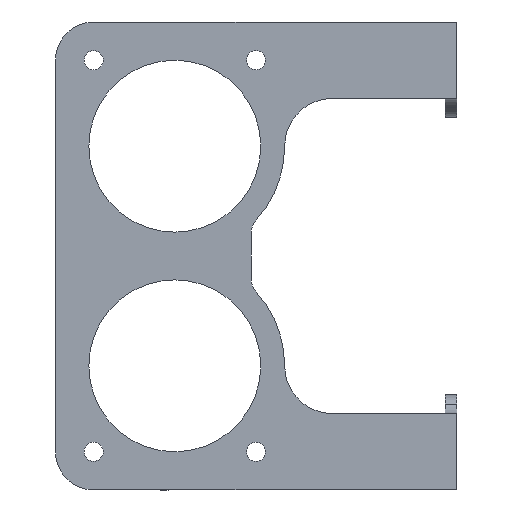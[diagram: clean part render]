
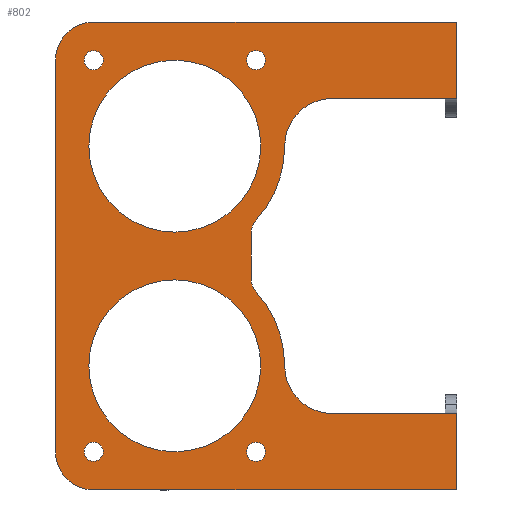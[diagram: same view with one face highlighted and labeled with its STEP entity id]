
A CAD part, left-side view. The second image highlights one B-rep face of the part: STEP entity #802.
In plain terms, the highlighted planar face has unit normal (-1, 0, 0).
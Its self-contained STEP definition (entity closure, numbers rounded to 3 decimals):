
#47=FACE_BOUND('',#183,.T.);
#48=FACE_BOUND('',#184,.T.);
#49=FACE_BOUND('',#185,.T.);
#50=FACE_BOUND('',#186,.T.);
#51=FACE_BOUND('',#187,.T.);
#52=FACE_BOUND('',#188,.T.);
#79=CIRCLE('',#881,5.);
#80=CIRCLE('',#882,11.5);
#81=CIRCLE('',#883,2.);
#82=CIRCLE('',#884,2.);
#83=CIRCLE('',#885,11.5);
#84=CIRCLE('',#886,5.);
#85=CIRCLE('',#887,4.);
#86=CIRCLE('',#888,4.);
#87=CIRCLE('',#889,1.);
#88=CIRCLE('',#890,9.);
#89=CIRCLE('',#891,1.);
#90=CIRCLE('',#892,1.);
#91=CIRCLE('',#893,1.);
#92=CIRCLE('',#894,9.);
#109=PLANE('',#880);
#132=FACE_OUTER_BOUND('',#182,.T.);
#182=EDGE_LOOP('',(#634,#635,#636,#637,#638,#639,#640,#641,#642,#643,#644,
#645,#646,#647,#648,#649));
#183=EDGE_LOOP('',(#650));
#184=EDGE_LOOP('',(#651));
#185=EDGE_LOOP('',(#652));
#186=EDGE_LOOP('',(#653));
#187=EDGE_LOOP('',(#654));
#188=EDGE_LOOP('',(#655));
#223=LINE('',#1251,#289);
#248=LINE('',#1409,#314);
#249=LINE('',#1417,#315);
#250=LINE('',#1425,#316);
#251=LINE('',#1427,#317);
#252=LINE('',#1429,#318);
#253=LINE('',#1433,#319);
#254=LINE('',#1436,#320);
#289=VECTOR('',#943,10.);
#314=VECTOR('',#1036,10.);
#315=VECTOR('',#1043,10.);
#316=VECTOR('',#1050,10.);
#317=VECTOR('',#1051,10.);
#318=VECTOR('',#1052,10.);
#319=VECTOR('',#1055,10.);
#320=VECTOR('',#1058,10.);
#360=VERTEX_POINT('',#1249);
#361=VERTEX_POINT('',#1250);
#400=VERTEX_POINT('',#1408);
#401=VERTEX_POINT('',#1410);
#402=VERTEX_POINT('',#1412);
#403=VERTEX_POINT('',#1414);
#404=VERTEX_POINT('',#1416);
#405=VERTEX_POINT('',#1418);
#406=VERTEX_POINT('',#1420);
#407=VERTEX_POINT('',#1422);
#408=VERTEX_POINT('',#1424);
#409=VERTEX_POINT('',#1426);
#410=VERTEX_POINT('',#1428);
#411=VERTEX_POINT('',#1430);
#412=VERTEX_POINT('',#1432);
#413=VERTEX_POINT('',#1434);
#414=VERTEX_POINT('',#1437);
#415=VERTEX_POINT('',#1439);
#416=VERTEX_POINT('',#1441);
#417=VERTEX_POINT('',#1443);
#418=VERTEX_POINT('',#1445);
#419=VERTEX_POINT('',#1447);
#439=EDGE_CURVE('',#360,#361,#223,.T.);
#490=EDGE_CURVE('',#361,#400,#248,.T.);
#491=EDGE_CURVE('',#400,#401,#79,.T.);
#492=EDGE_CURVE('',#402,#401,#80,.T.);
#493=EDGE_CURVE('',#402,#403,#81,.T.);
#494=EDGE_CURVE('',#404,#403,#249,.T.);
#495=EDGE_CURVE('',#404,#405,#82,.T.);
#496=EDGE_CURVE('',#406,#405,#83,.T.);
#497=EDGE_CURVE('',#406,#407,#84,.T.);
#498=EDGE_CURVE('',#408,#407,#250,.T.);
#499=EDGE_CURVE('',#409,#408,#251,.T.);
#500=EDGE_CURVE('',#409,#410,#252,.T.);
#501=EDGE_CURVE('',#411,#410,#85,.T.);
#502=EDGE_CURVE('',#411,#412,#253,.T.);
#503=EDGE_CURVE('',#413,#412,#86,.T.);
#504=EDGE_CURVE('',#413,#360,#254,.T.);
#505=EDGE_CURVE('',#414,#414,#87,.T.);
#506=EDGE_CURVE('',#415,#415,#88,.T.);
#507=EDGE_CURVE('',#416,#416,#89,.T.);
#508=EDGE_CURVE('',#417,#417,#90,.T.);
#509=EDGE_CURVE('',#418,#418,#91,.T.);
#510=EDGE_CURVE('',#419,#419,#92,.T.);
#634=ORIENTED_EDGE('',*,*,#439,.T.);
#635=ORIENTED_EDGE('',*,*,#490,.T.);
#636=ORIENTED_EDGE('',*,*,#491,.T.);
#637=ORIENTED_EDGE('',*,*,#492,.F.);
#638=ORIENTED_EDGE('',*,*,#493,.T.);
#639=ORIENTED_EDGE('',*,*,#494,.F.);
#640=ORIENTED_EDGE('',*,*,#495,.T.);
#641=ORIENTED_EDGE('',*,*,#496,.F.);
#642=ORIENTED_EDGE('',*,*,#497,.T.);
#643=ORIENTED_EDGE('',*,*,#498,.F.);
#644=ORIENTED_EDGE('',*,*,#499,.F.);
#645=ORIENTED_EDGE('',*,*,#500,.T.);
#646=ORIENTED_EDGE('',*,*,#501,.F.);
#647=ORIENTED_EDGE('',*,*,#502,.T.);
#648=ORIENTED_EDGE('',*,*,#503,.F.);
#649=ORIENTED_EDGE('',*,*,#504,.T.);
#650=ORIENTED_EDGE('',*,*,#505,.F.);
#651=ORIENTED_EDGE('',*,*,#506,.F.);
#652=ORIENTED_EDGE('',*,*,#507,.F.);
#653=ORIENTED_EDGE('',*,*,#508,.F.);
#654=ORIENTED_EDGE('',*,*,#509,.F.);
#655=ORIENTED_EDGE('',*,*,#510,.F.);
#802=ADVANCED_FACE('',(#132,#47,#48,#49,#50,#51,#52),#109,.F.);
#880=AXIS2_PLACEMENT_3D('',#1407,#1034,#1035);
#881=AXIS2_PLACEMENT_3D('',#1411,#1037,#1038);
#882=AXIS2_PLACEMENT_3D('',#1413,#1039,#1040);
#883=AXIS2_PLACEMENT_3D('',#1415,#1041,#1042);
#884=AXIS2_PLACEMENT_3D('',#1419,#1044,#1045);
#885=AXIS2_PLACEMENT_3D('',#1421,#1046,#1047);
#886=AXIS2_PLACEMENT_3D('',#1423,#1048,#1049);
#887=AXIS2_PLACEMENT_3D('',#1431,#1053,#1054);
#888=AXIS2_PLACEMENT_3D('',#1435,#1056,#1057);
#889=AXIS2_PLACEMENT_3D('',#1438,#1059,#1060);
#890=AXIS2_PLACEMENT_3D('',#1440,#1061,#1062);
#891=AXIS2_PLACEMENT_3D('',#1442,#1063,#1064);
#892=AXIS2_PLACEMENT_3D('',#1444,#1065,#1066);
#893=AXIS2_PLACEMENT_3D('',#1446,#1067,#1068);
#894=AXIS2_PLACEMENT_3D('',#1448,#1069,#1070);
#943=DIRECTION('',(0.,0.,1.));
#1034=DIRECTION('center_axis',(1.,0.,0.));
#1035=DIRECTION('ref_axis',(0.,0.,-1.));
#1036=DIRECTION('',(0.,1.,0.));
#1037=DIRECTION('center_axis',(1.,0.,0.));
#1038=DIRECTION('ref_axis',(0.,0.,-1.));
#1039=DIRECTION('center_axis',(1.,0.,0.));
#1040=DIRECTION('ref_axis',(0.,-0.741,0.672));
#1041=DIRECTION('center_axis',(1.,0.,0.));
#1042=DIRECTION('ref_axis',(0.,0.741,-0.672));
#1043=DIRECTION('',(0.,0.,-1.));
#1044=DIRECTION('center_axis',(1.,0.,0.));
#1045=DIRECTION('ref_axis',(0.,1.,0.));
#1046=DIRECTION('center_axis',(1.,0.,0.));
#1047=DIRECTION('ref_axis',(0.,-1.,0.));
#1048=DIRECTION('center_axis',(1.,0.,0.));
#1049=DIRECTION('ref_axis',(0.,1.,0.));
#1050=DIRECTION('',(0.,1.,0.));
#1051=DIRECTION('',(0.,0.,-1.));
#1052=DIRECTION('',(0.,1.,0.));
#1053=DIRECTION('center_axis',(1.,0.,0.));
#1054=DIRECTION('ref_axis',(0.,1.,0.));
#1055=DIRECTION('',(0.,0.,-1.));
#1056=DIRECTION('center_axis',(1.,0.,0.));
#1057=DIRECTION('ref_axis',(0.,0.,-1.));
#1058=DIRECTION('',(0.,-1.,0.));
#1059=DIRECTION('center_axis',(-1.,0.,0.));
#1060=DIRECTION('ref_axis',(0.,0.,-1.));
#1061=DIRECTION('center_axis',(-1.,0.,0.));
#1062=DIRECTION('ref_axis',(0.,0.,-1.));
#1063=DIRECTION('center_axis',(-1.,0.,0.));
#1064=DIRECTION('ref_axis',(0.,0.,-1.));
#1065=DIRECTION('center_axis',(-1.,0.,0.));
#1066=DIRECTION('ref_axis',(0.,0.,-1.));
#1067=DIRECTION('center_axis',(-1.,0.,0.));
#1068=DIRECTION('ref_axis',(0.,0.,-1.));
#1069=DIRECTION('center_axis',(-1.,0.,0.));
#1070=DIRECTION('ref_axis',(0.,0.,-1.));
#1249=CARTESIAN_POINT('',(0.,-18.,0.));
#1250=CARTESIAN_POINT('',(0.,-18.,8.));
#1251=CARTESIAN_POINT('',(0.,-18.,0.));
#1407=CARTESIAN_POINT('Origin',(0.,3.,24.5));
#1408=CARTESIAN_POINT('',(0.,-5.,8.));
#1409=CARTESIAN_POINT('',(0.,-18.,8.));
#1410=CARTESIAN_POINT('',(0.,0.,13.));
#1411=CARTESIAN_POINT('Origin',(0.,-5.,13.));
#1412=CARTESIAN_POINT('',(0.,2.981,20.726));
#1413=CARTESIAN_POINT('Origin',(0.,11.5,13.));
#1414=CARTESIAN_POINT('',(0.,3.5,22.069));
#1415=CARTESIAN_POINT('Origin',(0.,1.5,22.069));
#1416=CARTESIAN_POINT('',(0.,3.5,26.931));
#1417=CARTESIAN_POINT('',(0.,3.5,26.931));
#1418=CARTESIAN_POINT('',(0.,2.981,28.274));
#1419=CARTESIAN_POINT('Origin',(0.,1.5,26.931));
#1420=CARTESIAN_POINT('',(0.,0.,36.));
#1421=CARTESIAN_POINT('Origin',(0.,11.5,36.));
#1422=CARTESIAN_POINT('',(0.,-5.,41.));
#1423=CARTESIAN_POINT('Origin',(0.,-5.,36.));
#1424=CARTESIAN_POINT('',(0.,-18.,41.));
#1425=CARTESIAN_POINT('',(0.,-18.,41.));
#1426=CARTESIAN_POINT('',(0.,-18.,49.));
#1427=CARTESIAN_POINT('',(0.,-18.,49.));
#1428=CARTESIAN_POINT('',(0.,20.,49.));
#1429=CARTESIAN_POINT('',(0.,0.,49.));
#1430=CARTESIAN_POINT('',(0.,24.,45.));
#1431=CARTESIAN_POINT('Origin',(0.,20.,45.));
#1432=CARTESIAN_POINT('',(0.,24.,4.));
#1433=CARTESIAN_POINT('',(0.,24.,45.));
#1434=CARTESIAN_POINT('',(0.,20.,0.));
#1435=CARTESIAN_POINT('Origin',(0.,20.,4.));
#1436=CARTESIAN_POINT('',(0.,20.,0.));
#1437=CARTESIAN_POINT('',(0.,3.,46.));
#1438=CARTESIAN_POINT('Origin',(0.,3.,45.));
#1439=CARTESIAN_POINT('',(0.,11.5,22.));
#1440=CARTESIAN_POINT('Origin',(0.,11.5,13.));
#1441=CARTESIAN_POINT('',(0.,20.,5.));
#1442=CARTESIAN_POINT('Origin',(0.,20.,4.));
#1443=CARTESIAN_POINT('',(0.,20.,46.));
#1444=CARTESIAN_POINT('Origin',(0.,20.,45.));
#1445=CARTESIAN_POINT('',(0.,3.,5.));
#1446=CARTESIAN_POINT('Origin',(0.,3.,4.));
#1447=CARTESIAN_POINT('',(0.,11.5,45.));
#1448=CARTESIAN_POINT('Origin',(0.,11.5,36.));
